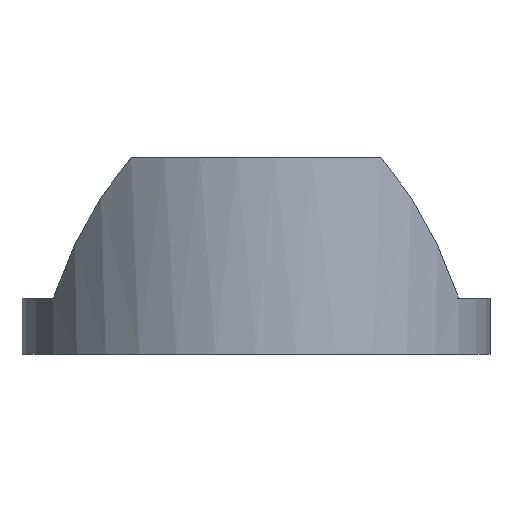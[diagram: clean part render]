
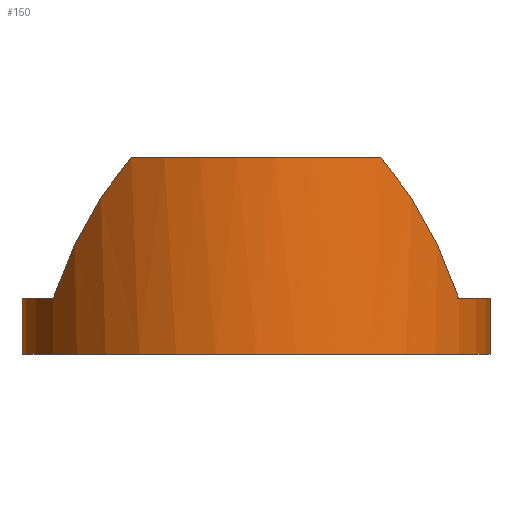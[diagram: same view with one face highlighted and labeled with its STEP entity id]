
A CAD part, front view. The second image highlights one B-rep face of the part: STEP entity #150.
In plain terms, the highlighted cylindrical face has radius 16.7 mm (diameter 33.4 mm), a partial arc.
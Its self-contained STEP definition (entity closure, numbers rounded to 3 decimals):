
#1 = CARTESIAN_POINT ( 'NONE',  ( 16.7, 0., 0. ) ) ;
#4 = ORIENTED_EDGE ( 'NONE', *, *, #967, .T. ) ;
#6 = CARTESIAN_POINT ( 'NONE',  ( 13.101, -10.708, 8.084 ) ) ;
#18 = CARTESIAN_POINT ( 'NONE',  ( 0., 0., 0. ) ) ;
#26 = CYLINDRICAL_SURFACE ( 'NONE', #149, 16.7 ) ;
#30 = ORIENTED_EDGE ( 'NONE', *, *, #576, .T. ) ;
#46 = VECTOR ( 'NONE', #776, 1000. ) ;
#89 = VERTEX_POINT ( 'NONE', #102 ) ;
#96 =( BOUNDED_CURVE ( )  B_SPLINE_CURVE ( 3, ( #728, #104, #352, #421 ),
 .UNSPECIFIED., .F., .F. ) 
 B_SPLINE_CURVE_WITH_KNOTS ( ( 4, 4 ),
 ( 3.704, 4.189 ),
 .UNSPECIFIED. ) 
 CURVE ( )  GEOMETRIC_REPRESENTATION_ITEM ( )  RATIONAL_B_SPLINE_CURVE ( ( 1., 0.981, 0.981, 1. ) ) 
 REPRESENTATION_ITEM ( '' )  );
#100 = DIRECTION ( 'NONE',  ( 1., 0., 0. ) ) ;
#102 = CARTESIAN_POINT ( 'NONE',  ( 8.912, -14.124, 14. ) ) ;
#104 = CARTESIAN_POINT ( 'NONE',  ( -11.214, -12.671, 11.483 ) ) ;
#116 = CARTESIAN_POINT ( 'NONE',  ( 0., 0., 14. ) ) ;
#117 = CARTESIAN_POINT ( 'NONE',  ( -14.463, -8.35, 4. ) ) ;
#149 = AXIS2_PLACEMENT_3D ( 'NONE', #116, #742, #277 ) ;
#150 = ADVANCED_FACE ( 'NONE', ( #859 ), #26, .T. ) ;
#201 = VERTEX_POINT ( 'NONE', #117 ) ;
#221 = CARTESIAN_POINT ( 'NONE',  ( -16.7, 0., 14. ) ) ;
#228 = EDGE_LOOP ( 'NONE', ( #620, #384, #926, #879, #30, #290, #613, #4 ) ) ;
#277 = DIRECTION ( 'NONE',  ( -1., 0., 0. ) ) ;
#283 = DIRECTION ( 'NONE',  ( -1., 0., 0. ) ) ;
#287 = CARTESIAN_POINT ( 'NONE',  ( -16.7, 0., 0. ) ) ;
#290 = ORIENTED_EDGE ( 'NONE', *, *, #587, .T. ) ;
#307 = EDGE_CURVE ( 'NONE', #800, #690, #985, .T. ) ;
#318 = VERTEX_POINT ( 'NONE', #453 ) ;
#326 = CARTESIAN_POINT ( 'NONE',  ( 8.912, -14.124, 14. ) ) ;
#333 = CARTESIAN_POINT ( 'NONE',  ( 14.463, -8.35, 4. ) ) ;
#352 = CARTESIAN_POINT ( 'NONE',  ( -13.101, -10.708, 8.084 ) ) ;
#368 = AXIS2_PLACEMENT_3D ( 'NONE', #425, #720, #100 ) ;
#384 = ORIENTED_EDGE ( 'NONE', *, *, #682, .T. ) ;
#421 = CARTESIAN_POINT ( 'NONE',  ( -14.463, -8.35, 4. ) ) ;
#425 = CARTESIAN_POINT ( 'NONE',  ( 0., 0., 14. ) ) ;
#433 = EDGE_CURVE ( 'NONE', #977, #89, #867, .T. ) ;
#453 = CARTESIAN_POINT ( 'NONE',  ( -8.912, -14.124, 14. ) ) ;
#487 = CIRCLE ( 'NONE', #368, 16.7 ) ;
#490 = CARTESIAN_POINT ( 'NONE',  ( 16.7, 0., 4. ) ) ;
#491 = VERTEX_POINT ( 'NONE', #1 ) ;
#516 = DIRECTION ( 'NONE',  ( 0., 0., -1. ) ) ;
#535 = CARTESIAN_POINT ( 'NONE',  ( -16.7, 0., 4. ) ) ;
#563 = DIRECTION ( 'NONE',  ( 0., 0., -1. ) ) ;
#576 = EDGE_CURVE ( 'NONE', #318, #201, #96, .T. ) ;
#578 = VERTEX_POINT ( 'NONE', #490 ) ;
#587 = EDGE_CURVE ( 'NONE', #201, #800, #796, .T. ) ;
#611 = CARTESIAN_POINT ( 'NONE',  ( 16.7, 0., 14. ) ) ;
#613 = ORIENTED_EDGE ( 'NONE', *, *, #307, .T. ) ;
#615 = EDGE_CURVE ( 'NONE', #318, #89, #487, .T. ) ;
#620 = ORIENTED_EDGE ( 'NONE', *, *, #920, .F. ) ;
#630 = DIRECTION ( 'NONE',  ( 0., 0., 1. ) ) ;
#654 = DIRECTION ( 'NONE',  ( -1., 0., 0. ) ) ;
#668 = DIRECTION ( 'NONE',  ( 0., 0., -1. ) ) ;
#682 = EDGE_CURVE ( 'NONE', #578, #977, #813, .T. ) ;
#690 = VERTEX_POINT ( 'NONE', #287 ) ;
#693 = LINE ( 'NONE', #611, #46 ) ;
#720 = DIRECTION ( 'NONE',  ( 0., 0., 1. ) ) ;
#725 = AXIS2_PLACEMENT_3D ( 'NONE', #18, #630, #882 ) ;
#728 = CARTESIAN_POINT ( 'NONE',  ( -8.912, -14.124, 14. ) ) ;
#731 = AXIS2_PLACEMENT_3D ( 'NONE', #995, #668, #283 ) ;
#735 = CARTESIAN_POINT ( 'NONE',  ( 0., 0., 4. ) ) ;
#742 = DIRECTION ( 'NONE',  ( 0., 0., -1. ) ) ;
#776 = DIRECTION ( 'NONE',  ( 0., 0., -1. ) ) ;
#796 = CIRCLE ( 'NONE', #939, 16.7 ) ;
#800 = VERTEX_POINT ( 'NONE', #535 ) ;
#813 = CIRCLE ( 'NONE', #731, 16.7 ) ;
#815 = VECTOR ( 'NONE', #516, 1000. ) ;
#859 = FACE_OUTER_BOUND ( 'NONE', #228, .T. ) ;
#867 =( BOUNDED_CURVE ( )  B_SPLINE_CURVE ( 3, ( #333, #6, #966, #326 ),
 .UNSPECIFIED., .F., .T. ) 
 B_SPLINE_CURVE_WITH_KNOTS ( ( 4, 4 ),
 ( 2.094, 2.579 ),
 .UNSPECIFIED. ) 
 CURVE ( )  GEOMETRIC_REPRESENTATION_ITEM ( )  RATIONAL_B_SPLINE_CURVE ( ( 1., 0.981, 0.981, 1. ) ) 
 REPRESENTATION_ITEM ( '' )  );
#879 = ORIENTED_EDGE ( 'NONE', *, *, #615, .F. ) ;
#882 = DIRECTION ( 'NONE',  ( 1., 0., 0. ) ) ;
#909 = CIRCLE ( 'NONE', #725, 16.7 ) ;
#920 = EDGE_CURVE ( 'NONE', #578, #491, #693, .T. ) ;
#926 = ORIENTED_EDGE ( 'NONE', *, *, #433, .T. ) ;
#939 = AXIS2_PLACEMENT_3D ( 'NONE', #735, #563, #654 ) ;
#965 = CARTESIAN_POINT ( 'NONE',  ( 14.463, -8.35, 4. ) ) ;
#966 = CARTESIAN_POINT ( 'NONE',  ( 11.214, -12.671, 11.483 ) ) ;
#967 = EDGE_CURVE ( 'NONE', #690, #491, #909, .T. ) ;
#977 = VERTEX_POINT ( 'NONE', #965 ) ;
#985 = LINE ( 'NONE', #221, #815 ) ;
#995 = CARTESIAN_POINT ( 'NONE',  ( 0., 0., 4. ) ) ;
